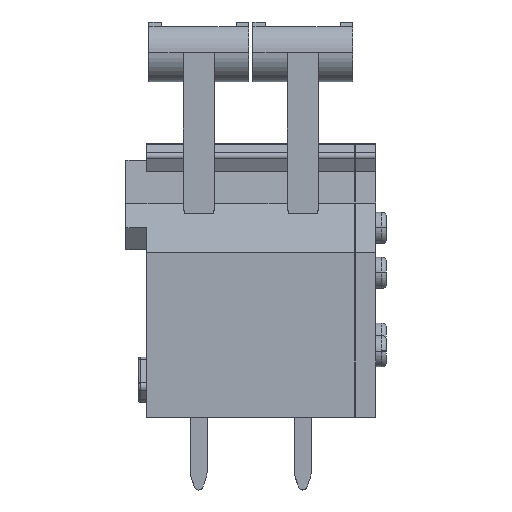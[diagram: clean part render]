
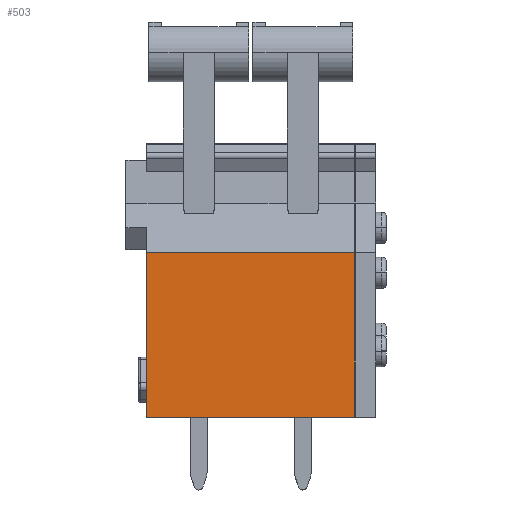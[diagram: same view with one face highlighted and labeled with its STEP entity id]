
A CAD part, front view. The second image highlights one B-rep face of the part: STEP entity #503.
In plain terms, the highlighted planar face has unit normal (0, -1, 0).
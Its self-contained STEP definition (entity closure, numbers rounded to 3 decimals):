
#503=ADVANCED_FACE('',(#1350),#1351,.T.);
#1350=FACE_OUTER_BOUND('',#2542,.T.);
#1351=PLANE('',#2543);
#2542=EDGE_LOOP('',(#4105,#4106,#4107,#4108));
#2543=AXIS2_PLACEMENT_3D('',#4109,#4110,#4111);
#4105=ORIENTED_EDGE('',*,*,#7581,.T.);
#4106=ORIENTED_EDGE('',*,*,#7583,.F.);
#4107=ORIENTED_EDGE('',*,*,#7584,.F.);
#4108=ORIENTED_EDGE('',*,*,#7347,.T.);
#4109=CARTESIAN_POINT('',(0.0,-7.5,1.35));
#4110=DIRECTION('',(0.0,-1.0,0.0));
#4111=DIRECTION('',(0.0,0.0,-1.0));
#7347=EDGE_CURVE('',#8872,#8870,#8873,.T.);
#7581=EDGE_CURVE('',#8870,#9277,#9279,.T.);
#7583=EDGE_CURVE('',#9281,#9277,#9282,.T.);
#7584=EDGE_CURVE('',#8872,#9281,#9283,.T.);
#8870=VERTEX_POINT('',#11062);
#8872=VERTEX_POINT('',#11065);
#8873=LINE('',#11066,#11067);
#9277=VERTEX_POINT('',#11653);
#9279=LINE('',#11656,#11657);
#9281=VERTEX_POINT('',#11659);
#9282=LINE('',#11660,#11661);
#9283=LINE('',#11662,#11663);
#11062=CARTESIAN_POINT('',(0.0,-7.5,-6.55));
#11065=CARTESIAN_POINT('',(0.0,-7.5,1.35));
#11066=CARTESIAN_POINT('',(0.0,-7.5,1.35));
#11067=VECTOR('',#13997,1.0);
#11653=CARTESIAN_POINT('',(10.0,-7.5,-6.55));
#11656=CARTESIAN_POINT('',(0.0,-7.5,-6.55));
#11657=VECTOR('',#14241,1.0);
#11659=CARTESIAN_POINT('',(10.0,-7.5,1.35));
#11660=CARTESIAN_POINT('',(10.0,-7.5,1.35));
#11661=VECTOR('',#14242,1.0);
#11662=CARTESIAN_POINT('',(0.0,-7.5,1.35));
#11663=VECTOR('',#14243,1.0);
#13997=DIRECTION('',(0.0,0.0,-1.0));
#14241=DIRECTION('',(1.0,0.0,0.0));
#14242=DIRECTION('',(0.0,0.0,-1.0));
#14243=DIRECTION('',(1.0,0.0,0.0));
